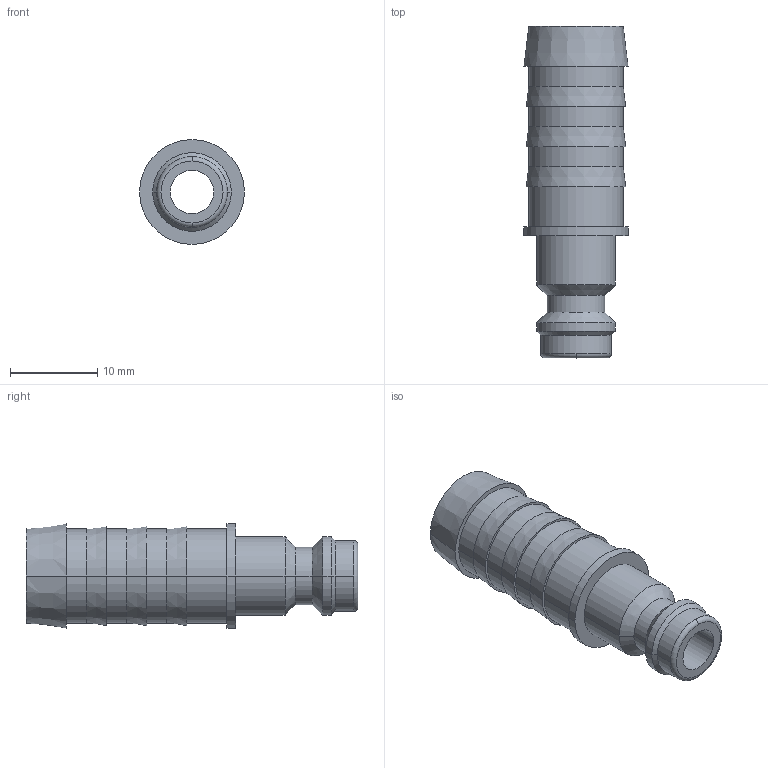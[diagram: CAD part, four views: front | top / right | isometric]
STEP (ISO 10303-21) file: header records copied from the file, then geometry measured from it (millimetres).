
FILE_DESCRIPTION(('STEP AP214'),'1');
FILE_NAME('esmn_9_s.stp','2020-03-05T08:33:06',('TraceParts'),('TraceParts S.A.'),'Spatial InterOp 3D',' ',' ');
FILE_SCHEMA(('automotive_design'));
Length unit declared in the file: millimetre
Products named in the file (1): 1
Bounding box: 12 x 38 x 12 mm (x, y, z)
Volume: 2315.4 mm3; surface area: 2045.1 mm2
Topology: 1 solids, 1 shells, 44 faces, 91 edges, 55 vertices
Faces by surface type: cylinder 20, cone 14, plane 8, torus 2
Entity records: 1548 total; most frequent: DIRECTION 238, CARTESIAN_POINT 191, ORIENTED_EDGE 182, AXIS2_PLACEMENT_3D 102, EDGE_CURVE 91, CIRCLE 57, VERTEX_POINT 55, EDGE_LOOP 52
